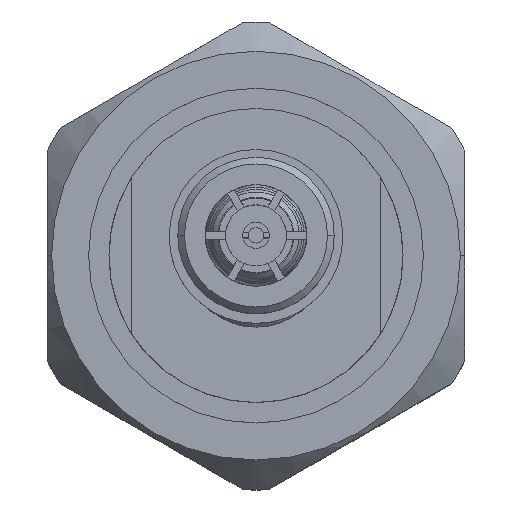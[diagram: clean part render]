
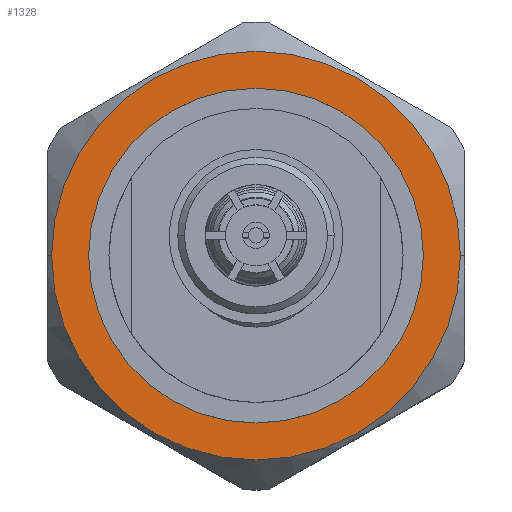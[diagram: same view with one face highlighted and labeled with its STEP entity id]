
A CAD part, top view. The second image highlights one B-rep face of the part: STEP entity #1328.
In plain terms, the highlighted face is planar.
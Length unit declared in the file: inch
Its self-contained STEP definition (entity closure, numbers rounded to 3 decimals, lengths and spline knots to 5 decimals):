
#153 = DIRECTION ( 'NONE',  ( -1., 0., 0. ) ) ;
#279 = CARTESIAN_POINT ( 'NONE',  ( 0.34608, 0., 0. ) ) ;
#586 = DIRECTION ( 'NONE',  ( 0., 0., -1. ) ) ;
#1328 = ADVANCED_FACE ( 'NONE', ( #1464, #9489 ), #11801, .F. ) ;
#1464 = FACE_BOUND ( 'NONE', #5550, .T. ) ;
#1731 = CARTESIAN_POINT ( 'NONE',  ( 0.34608, 0., 0. ) ) ;
#1928 = VERTEX_POINT ( 'NONE', #8987 ) ;
#2521 = AXIS2_PLACEMENT_3D ( 'NONE', #7100, #3788, #10757 ) ;
#3020 = CIRCLE ( 'NONE', #2521, 0.15293 ) ;
#3788 = DIRECTION ( 'NONE',  ( 1., 0., 0. ) ) ;
#4023 = EDGE_CURVE ( 'NONE', #6808, #15169, #10362, .T. ) ;
#4100 = CARTESIAN_POINT ( 'NONE',  ( 0.34608, 0., -0.12524 ) ) ;
#4195 = DIRECTION ( 'NONE',  ( -1., 0., 0. ) ) ;
#4269 = EDGE_CURVE ( 'NONE', #13895, #1928, #3020, .T. ) ;
#5080 = CIRCLE ( 'NONE', #10012, 0.12524 ) ;
#5322 = CARTESIAN_POINT ( 'NONE',  ( 0.34608, 0., 0. ) ) ;
#5536 = ORIENTED_EDGE ( 'NONE', *, *, #5617, .T. ) ;
#5550 = EDGE_LOOP ( 'NONE', ( #6214, #15125 ) ) ;
#5617 = EDGE_CURVE ( 'NONE', #1928, #13895, #12119, .T. ) ;
#5868 = DIRECTION ( 'NONE',  ( 0., 0., 1. ) ) ;
#6009 = DIRECTION ( 'NONE',  ( 0., 0., 1. ) ) ;
#6214 = ORIENTED_EDGE ( 'NONE', *, *, #4023, .T. ) ;
#6225 = DIRECTION ( 'NONE',  ( -1., 0., 0. ) ) ;
#6808 = VERTEX_POINT ( 'NONE', #13382 ) ;
#7100 = CARTESIAN_POINT ( 'NONE',  ( 0.34608, 0., 0. ) ) ;
#7197 = CARTESIAN_POINT ( 'NONE',  ( 0.34608, 0.1749, 0. ) ) ;
#7744 = DIRECTION ( 'NONE',  ( 0., 0., 1. ) ) ;
#8987 = CARTESIAN_POINT ( 'NONE',  ( 0.34608, 0., -0.15293 ) ) ;
#9489 = FACE_OUTER_BOUND ( 'NONE', #13466, .T. ) ;
#9903 = CARTESIAN_POINT ( 'NONE',  ( 0.34608, 0., 0.15293 ) ) ;
#10012 = AXIS2_PLACEMENT_3D ( 'NONE', #279, #6225, #6009 ) ;
#10362 = CIRCLE ( 'NONE', #11602, 0.12524 ) ;
#10720 = AXIS2_PLACEMENT_3D ( 'NONE', #7197, #153, #5868 ) ;
#10757 = DIRECTION ( 'NONE',  ( 0., 0., -1. ) ) ;
#11077 = DIRECTION ( 'NONE',  ( 1., 0., 0. ) ) ;
#11602 = AXIS2_PLACEMENT_3D ( 'NONE', #5322, #4195, #7744 ) ;
#11635 = AXIS2_PLACEMENT_3D ( 'NONE', #1731, #11077, #586 ) ;
#11801 = PLANE ( 'NONE',  #10720 ) ;
#12119 = CIRCLE ( 'NONE', #11635, 0.15293 ) ;
#13382 = CARTESIAN_POINT ( 'NONE',  ( 0.34608, 0., 0.12524 ) ) ;
#13391 = ORIENTED_EDGE ( 'NONE', *, *, #4269, .T. ) ;
#13466 = EDGE_LOOP ( 'NONE', ( #5536, #13391 ) ) ;
#13895 = VERTEX_POINT ( 'NONE', #9903 ) ;
#15039 = EDGE_CURVE ( 'NONE', #15169, #6808, #5080, .T. ) ;
#15125 = ORIENTED_EDGE ( 'NONE', *, *, #15039, .T. ) ;
#15169 = VERTEX_POINT ( 'NONE', #4100 ) ;
